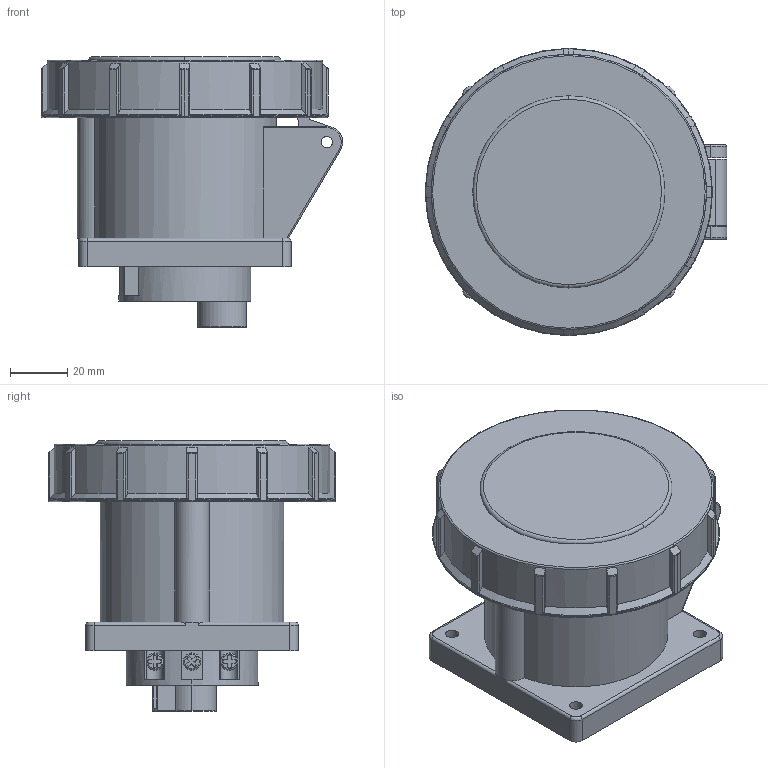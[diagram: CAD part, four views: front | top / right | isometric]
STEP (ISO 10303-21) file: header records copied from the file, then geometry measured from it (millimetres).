
FILE_DESCRIPTION (( 'STEP AP203' ), '1' );
FILE_NAME ('Ðîçåòêà ñòàöèîíàðíàÿ âíóòðåííÿÿ ps-3242-32-380.STEP', '2018-09-04T07:10:26', ( '' ), ( '' ), 'SwSTEP 2.0', 'SolidWorks 2017', '' );
FILE_SCHEMA (( 'CONFIG_CONTROL_DESIGN' ));
Length unit declared in the file: millimetre
Products named in the file (4): Êîëîäêà 3242,4242; Êðûøêà 3242,3252,4242,4252; 扻豵鵨 3242; Ðîçåòêà ñòàöèîíàðíàÿ âíóòðåííÿÿ ps-3242-32-380
Assembly tree (3 placements, depth 2):
  Ðîçåòêà ñòàöèîíàðíàÿ âíóòðåííÿÿ ps-3242-32-380
    扻豵鵨 3242
    Êðûøêà 3242,3252,4242,4252
    Êîëîäêà 3242,4242
Bounding box: 105 x 100 x 94.2 mm (x, y, z)
Volume: 263633.5 mm3; surface area: 88099.5 mm2
Topology: 6 solids, 6 shells, 416 faces, 1078 edges, 691 vertices
Faces by surface type: plane 172, cylinder 131, torus 76, cone 35, sphere 2
Entity records: 13524 total; most frequent: CARTESIAN_POINT 2907, ORIENTED_EDGE 2152, DIRECTION 2129, EDGE_CURVE 1076, AXIS2_PLACEMENT_3D 805, VERTEX_POINT 690, VECTOR 519, LINE 519
